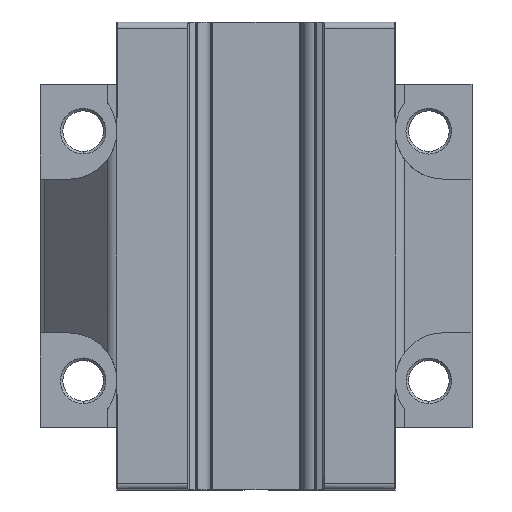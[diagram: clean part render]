
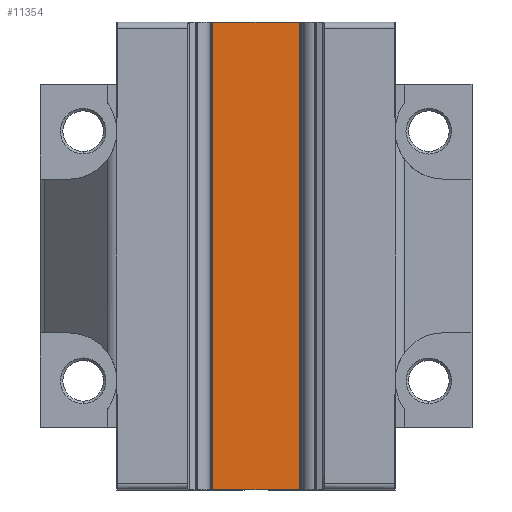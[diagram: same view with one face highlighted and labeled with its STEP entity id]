
A CAD part, front view. The second image highlights one B-rep face of the part: STEP entity #11354.
In plain terms, the highlighted planar face has unit normal (0, -1, 0).
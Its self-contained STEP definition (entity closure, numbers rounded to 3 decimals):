
#126 = AXIS2_PLACEMENT_3D ( 'NONE', #7188, #7170, #7169 ) ;
#903 = EDGE_CURVE ( 'NONE', #14988, #15014, #6472, .T. ) ;
#2237 = DIRECTION ( 'NONE',  ( -1., 0., 0. ) ) ;
#2240 = CARTESIAN_POINT ( 'NONE',  ( -29., 20.4, -48.7 ) ) ;
#2418 = DIRECTION ( 'NONE',  ( -1., 0., 0. ) ) ;
#2419 = CARTESIAN_POINT ( 'NONE',  ( 10.434, 20.4, 48.7 ) ) ;
#4951 = CARTESIAN_POINT ( 'NONE',  ( -10.434, 20.4, -48.7 ) ) ;
#4952 = CARTESIAN_POINT ( 'NONE',  ( 10.434, 20.4, -48.7 ) ) ;
#5378 = CARTESIAN_POINT ( 'NONE',  ( -10.434, 20.4, 48.7 ) ) ;
#5421 = CARTESIAN_POINT ( 'NONE',  ( 10.434, 20.4, 48.7 ) ) ;
#6129 = VECTOR ( 'NONE', #17894, 1000. ) ;
#6130 = LINE ( 'NONE', #17892, #6129 ) ;
#6132 = VECTOR ( 'NONE', #17893, 1000. ) ;
#6133 = LINE ( 'NONE', #17896, #6132 ) ;
#6427 = VECTOR ( 'NONE', #2418, 1000. ) ;
#6472 = LINE ( 'NONE', #2419, #6427 ) ;
#7169 = DIRECTION ( 'NONE',  ( 0., 0., 1. ) ) ;
#7170 = DIRECTION ( 'NONE',  ( 0., 1., 0. ) ) ;
#7188 = CARTESIAN_POINT ( 'NONE',  ( 10.434, 20.4, -48.75 ) ) ;
#7191 = PLANE ( 'NONE',  #126 ) ;
#9196 = EDGE_LOOP ( 'NONE', ( #13834, #13835, #13832, #13831 ) ) ;
#10611 = LINE ( 'NONE', #2240, #10627 ) ;
#10627 = VECTOR ( 'NONE', #2237, 1000. ) ;
#10687 = FACE_OUTER_BOUND ( 'NONE', #9196, .T. ) ;
#11354 = ADVANCED_FACE ( 'NONE', ( #10687 ), #7191, .F. ) ;
#13831 = ORIENTED_EDGE ( 'NONE', *, *, #16954, .F. ) ;
#13832 = ORIENTED_EDGE ( 'NONE', *, *, #17332, .F. ) ;
#13834 = ORIENTED_EDGE ( 'NONE', *, *, #17333, .T. ) ;
#13835 = ORIENTED_EDGE ( 'NONE', *, *, #903, .T. ) ;
#14988 = VERTEX_POINT ( 'NONE', #5421 ) ;
#15014 = VERTEX_POINT ( 'NONE', #5378 ) ;
#15145 = VERTEX_POINT ( 'NONE', #4952 ) ;
#15146 = VERTEX_POINT ( 'NONE', #4951 ) ;
#16954 = EDGE_CURVE ( 'NONE', #15145, #15146, #10611, .T. ) ;
#17332 = EDGE_CURVE ( 'NONE', #15146, #15014, #6133, .T. ) ;
#17333 = EDGE_CURVE ( 'NONE', #15145, #14988, #6130, .T. ) ;
#17892 = CARTESIAN_POINT ( 'NONE',  ( 10.434, 20.4, -48.75 ) ) ;
#17893 = DIRECTION ( 'NONE',  ( 0., 0., 1. ) ) ;
#17894 = DIRECTION ( 'NONE',  ( 0., 0., 1. ) ) ;
#17896 = CARTESIAN_POINT ( 'NONE',  ( -10.434, 20.4, -48.75 ) ) ;
